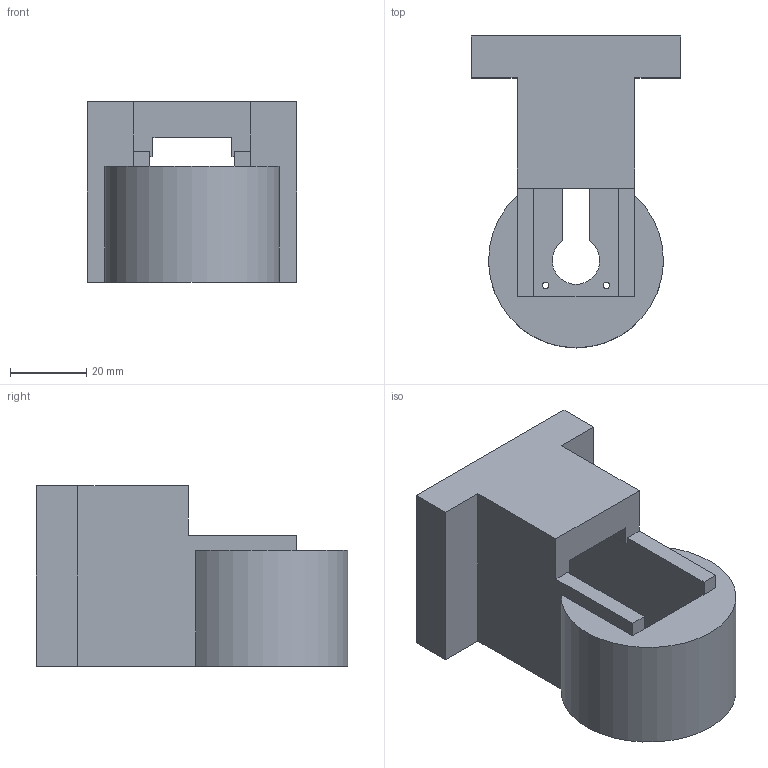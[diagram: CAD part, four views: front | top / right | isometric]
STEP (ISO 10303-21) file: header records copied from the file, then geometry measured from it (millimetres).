
FILE_DESCRIPTION(/* description */ (''),/* implementation_level */ '2;1');
FILE_NAME(/* name */ 'HIP_BASE.stp',/* time_stamp */ '2017-08-21T11:38:16+09:00',/* author */ (''),/* organization */ (''),/* preprocessor_version */ 'ST-DEVELOPER v16.13',/* originating_system */ 'Autodesk Translation Framework v6.1.1.50',/* authorisation */ '');
FILE_SCHEMA (('AUTOMOTIVE_DESIGN { 1 0 10303 214 3 1 1 }'));
Length unit declared in the file: millimetre
Products named in the file (1): HIP_BASE
Bounding box: 55 x 82 x 47.5 mm (x, y, z)
Volume: 70364.3 mm3; surface area: 23489 mm2
Topology: 1 solids, 1 shells, 33 faces, 97 edges, 64 vertices
Faces by surface type: plane 27, cylinder 6
Full cylindrical faces by diameter (mm): 1.7 x4
Entity records: 1116 total; most frequent: CARTESIAN_POINT 191, ORIENTED_EDGE 186, DIRECTION 173, EDGE_CURVE 93, LINE 81, VECTOR 81, VERTEX_POINT 64, AXIS2_PLACEMENT_3D 46
